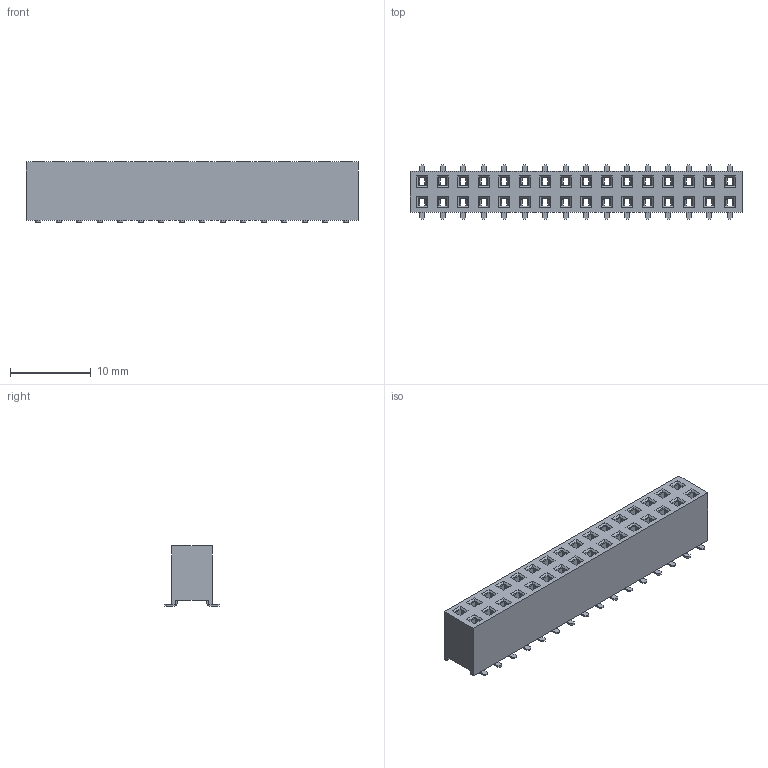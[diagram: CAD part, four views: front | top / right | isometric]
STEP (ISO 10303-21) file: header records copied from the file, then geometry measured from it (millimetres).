
FILE_DESCRIPTION(/* description */ ('Unknown'),/* implementation_level */ '2;1');
FILE_NAME(/* name */ 'J_Wurth_WR-PHD_61003221821',/* time_stamp */ '2025-04-22T14:58:51+08:00',/* author */ ('Unknown'),/* organization */ ('Unknown'),/* preprocessor_version */ 'ST-DEVELOPER v19.4',/* originating_system */ 'Solid Edge',/* authorisation */ 'Unknown');
FILE_SCHEMA (('AUTOMOTIVE_DESIGN {1 0 10303 214 3 1 1}'));
Products named in the file (2): J_Wurth_WR-PHD_61003221821
Assembly tree (1 placements, depth 2):
  J_Wurth_WR-PHD_61003221821
    J_Wurth_WR-PHD_61003221821
Bounding box: 41.14 x 6.7 x 7.45 mm (x, y, z)
Volume: 921.5 mm3; surface area: 3922.1 mm2
Topology: 33 solids, 33 shells, 2572 faces, 7006 edges, 4500 vertices
Faces by surface type: plane 1674, cylinder 898
Entity records: 81144 total; most frequent: CARTESIAN_POINT 15616, ORIENTED_EDGE 14012, DIRECTION 13182, EDGE_CURVE 7006, LINE 4954, VECTOR 4954, VERTEX_POINT 4500, AXIS2_PLACEMENT_3D 4114
